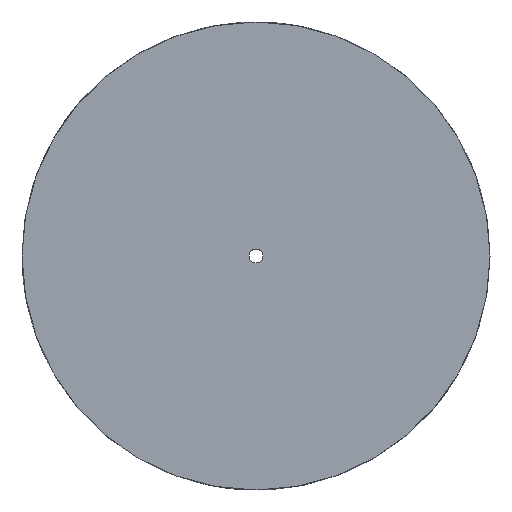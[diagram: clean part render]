
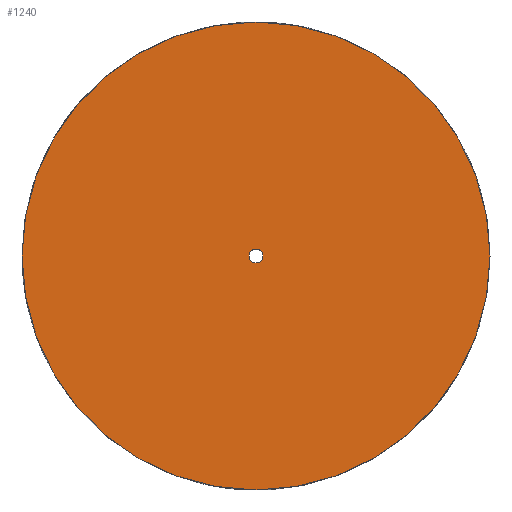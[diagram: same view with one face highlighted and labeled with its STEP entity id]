
A CAD part, top view. The second image highlights one B-rep face of the part: STEP entity #1240.
In plain terms, the highlighted planar face has unit normal (0, 0, 1).
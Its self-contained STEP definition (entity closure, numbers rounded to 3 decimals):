
#32=FACE_BOUND('',#315,.T.);
#53=PLANE('',#1396);
#244=FACE_OUTER_BOUND('',#314,.T.);
#314=EDGE_LOOP('',(#1145));
#315=EDGE_LOOP('',(#1146));
#379=CIRCLE('',#1393,0.49);
#380=CIRCLE('',#1395,16.5);
#581=VERTEX_POINT('',#2721);
#582=VERTEX_POINT('',#2725);
#767=EDGE_CURVE('',#581,#581,#379,.T.);
#769=EDGE_CURVE('',#582,#582,#380,.T.);
#1145=ORIENTED_EDGE('',*,*,#769,.T.);
#1146=ORIENTED_EDGE('',*,*,#767,.T.);
#1240=ADVANCED_FACE('',(#244,#32),#53,.T.);
#1393=AXIS2_PLACEMENT_3D('',#2722,#1713,#1714);
#1395=AXIS2_PLACEMENT_3D('',#2726,#1718,#1719);
#1396=AXIS2_PLACEMENT_3D('',#2728,#1721,#1722);
#1713=DIRECTION('center_axis',(0.,0.,-1.));
#1714=DIRECTION('ref_axis',(-1.,0.,0.));
#1718=DIRECTION('center_axis',(0.,0.,1.));
#1719=DIRECTION('ref_axis',(1.,0.,0.));
#1721=DIRECTION('center_axis',(0.,0.,1.));
#1722=DIRECTION('ref_axis',(1.,0.,0.));
#2721=CARTESIAN_POINT('',(0.49,0.,1.));
#2722=CARTESIAN_POINT('Origin',(0.,0.,1.));
#2725=CARTESIAN_POINT('',(-16.5,0.,1.));
#2726=CARTESIAN_POINT('Origin',(0.,0.,1.));
#2728=CARTESIAN_POINT('Origin',(0.,0.,1.));
